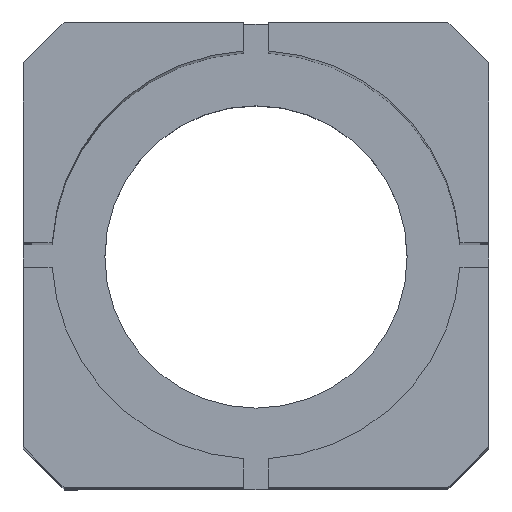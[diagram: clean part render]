
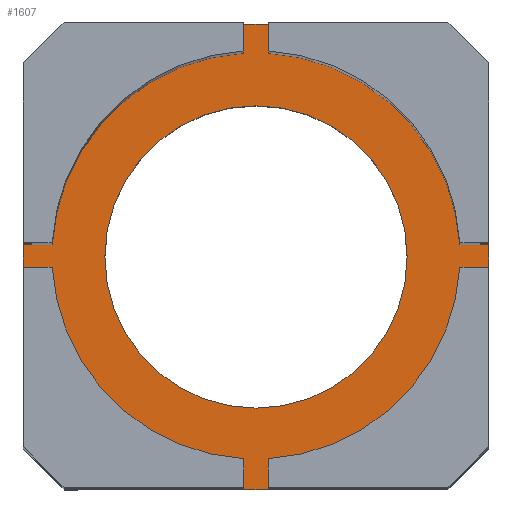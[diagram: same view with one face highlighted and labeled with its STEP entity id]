
A CAD part, top view. The second image highlights one B-rep face of the part: STEP entity #1607.
In plain terms, the highlighted planar face has unit normal (0, 0, 1).
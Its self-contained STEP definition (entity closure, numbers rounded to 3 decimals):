
#39=FACE_BOUND('',#217,.T.);
#65=CIRCLE('',#1724,25.);
#66=CIRCLE('',#1725,25.);
#67=CIRCLE('',#1726,25.);
#68=CIRCLE('',#1727,25.);
#69=CIRCLE('',#1728,18.5);
#132=FACE_OUTER_BOUND('',#216,.T.);
#216=EDGE_LOOP('',(#1332,#1333,#1334,#1335,#1336,#1337,#1338,#1339,#1340,
#1341,#1342,#1343,#1344,#1345,#1346,#1347));
#217=EDGE_LOOP('',(#1348));
#255=LINE('',#2204,#452);
#264=LINE('',#2224,#461);
#269=LINE('',#2234,#466);
#280=LINE('',#2257,#477);
#292=LINE('',#2281,#489);
#303=LINE('',#2303,#500);
#354=LINE('',#2584,#551);
#418=LINE('',#2712,#615);
#419=LINE('',#2714,#616);
#420=LINE('',#2717,#617);
#421=LINE('',#2719,#618);
#422=LINE('',#2722,#619);
#452=VECTOR('',#1774,10.);
#461=VECTOR('',#1789,10.);
#466=VECTOR('',#1798,10.);
#477=VECTOR('',#1811,10.);
#489=VECTOR('',#1825,10.);
#500=VECTOR('',#1838,10.);
#551=VECTOR('',#1973,10.);
#615=VECTOR('',#2093,10.);
#616=VECTOR('',#2094,10.);
#617=VECTOR('',#2097,10.);
#618=VECTOR('',#2098,10.);
#619=VECTOR('',#2101,10.);
#649=VERTEX_POINT('',#2201);
#650=VERTEX_POINT('',#2203);
#657=VERTEX_POINT('',#2221);
#658=VERTEX_POINT('',#2223);
#661=VERTEX_POINT('',#2233);
#671=VERTEX_POINT('',#2255);
#672=VERTEX_POINT('',#2256);
#683=VERTEX_POINT('',#2280);
#693=VERTEX_POINT('',#2302);
#744=VERTEX_POINT('',#2581);
#745=VERTEX_POINT('',#2583);
#781=VERTEX_POINT('',#2710);
#782=VERTEX_POINT('',#2713);
#783=VERTEX_POINT('',#2716);
#784=VERTEX_POINT('',#2718);
#785=VERTEX_POINT('',#2721);
#786=VERTEX_POINT('',#2724);
#804=EDGE_CURVE('',#650,#649,#255,.T.);
#814=EDGE_CURVE('',#658,#657,#264,.T.);
#819=EDGE_CURVE('',#650,#661,#269,.T.);
#830=EDGE_CURVE('',#671,#672,#280,.T.);
#842=EDGE_CURVE('',#683,#658,#292,.T.);
#853=EDGE_CURVE('',#693,#657,#303,.T.);
#927=EDGE_CURVE('',#745,#744,#354,.T.);
#991=EDGE_CURVE('',#781,#693,#65,.T.);
#992=EDGE_CURVE('',#745,#781,#418,.T.);
#993=EDGE_CURVE('',#782,#744,#419,.T.);
#994=EDGE_CURVE('',#672,#782,#66,.T.);
#995=EDGE_CURVE('',#671,#783,#420,.T.);
#996=EDGE_CURVE('',#783,#784,#421,.T.);
#997=EDGE_CURVE('',#661,#784,#67,.T.);
#998=EDGE_CURVE('',#785,#649,#422,.T.);
#999=EDGE_CURVE('',#683,#785,#68,.T.);
#1000=EDGE_CURVE('',#786,#786,#69,.T.);
#1332=ORIENTED_EDGE('',*,*,#853,.F.);
#1333=ORIENTED_EDGE('',*,*,#991,.F.);
#1334=ORIENTED_EDGE('',*,*,#992,.F.);
#1335=ORIENTED_EDGE('',*,*,#927,.T.);
#1336=ORIENTED_EDGE('',*,*,#993,.F.);
#1337=ORIENTED_EDGE('',*,*,#994,.F.);
#1338=ORIENTED_EDGE('',*,*,#830,.F.);
#1339=ORIENTED_EDGE('',*,*,#995,.T.);
#1340=ORIENTED_EDGE('',*,*,#996,.T.);
#1341=ORIENTED_EDGE('',*,*,#997,.F.);
#1342=ORIENTED_EDGE('',*,*,#819,.F.);
#1343=ORIENTED_EDGE('',*,*,#804,.T.);
#1344=ORIENTED_EDGE('',*,*,#998,.F.);
#1345=ORIENTED_EDGE('',*,*,#999,.F.);
#1346=ORIENTED_EDGE('',*,*,#842,.T.);
#1347=ORIENTED_EDGE('',*,*,#814,.T.);
#1348=ORIENTED_EDGE('',*,*,#1000,.T.);
#1531=PLANE('',#1723);
#1607=ADVANCED_FACE('',(#132,#39),#1531,.F.);
#1723=AXIS2_PLACEMENT_3D('',#2709,#2089,#2090);
#1724=AXIS2_PLACEMENT_3D('',#2711,#2091,#2092);
#1725=AXIS2_PLACEMENT_3D('',#2715,#2095,#2096);
#1726=AXIS2_PLACEMENT_3D('',#2720,#2099,#2100);
#1727=AXIS2_PLACEMENT_3D('',#2723,#2102,#2103);
#1728=AXIS2_PLACEMENT_3D('',#2725,#2104,#2105);
#1774=DIRECTION('',(0.,1.,0.));
#1789=DIRECTION('',(-1.,0.,0.));
#1798=DIRECTION('',(-1.,0.,0.));
#1811=DIRECTION('',(0.,1.,0.));
#1825=DIRECTION('',(0.,1.,0.));
#1838=DIRECTION('',(0.,1.,0.));
#1973=DIRECTION('',(0.,-1.,0.));
#2089=DIRECTION('center_axis',(0.,0.,-1.));
#2090=DIRECTION('ref_axis',(1.,0.,0.));
#2091=DIRECTION('center_axis',(0.,0.,-1.));
#2092=DIRECTION('ref_axis',(1.,0.,0.));
#2093=DIRECTION('',(1.,0.,0.));
#2094=DIRECTION('',(-1.,0.,0.));
#2095=DIRECTION('center_axis',(0.,0.,-1.));
#2096=DIRECTION('ref_axis',(1.,0.,0.));
#2097=DIRECTION('',(1.,0.,0.));
#2098=DIRECTION('',(0.,1.,0.));
#2099=DIRECTION('center_axis',(0.,0.,-1.));
#2100=DIRECTION('ref_axis',(1.,0.,0.));
#2101=DIRECTION('',(1.,0.,0.));
#2102=DIRECTION('center_axis',(0.,0.,-1.));
#2103=DIRECTION('ref_axis',(1.,0.,0.));
#2104=DIRECTION('center_axis',(0.,0.,-1.));
#2105=DIRECTION('ref_axis',(1.,0.,0.));
#2201=CARTESIAN_POINT('',(28.5,1.5,30.));
#2203=CARTESIAN_POINT('',(28.5,-1.5,30.));
#2204=CARTESIAN_POINT('',(28.5,-28.5,30.));
#2221=CARTESIAN_POINT('',(-1.5,28.5,30.));
#2223=CARTESIAN_POINT('',(1.5,28.5,30.));
#2224=CARTESIAN_POINT('',(28.5,28.5,30.));
#2233=CARTESIAN_POINT('',(24.955,-1.5,30.));
#2234=CARTESIAN_POINT('',(-12.477,-1.5,30.));
#2255=CARTESIAN_POINT('',(-1.5,-28.5,30.));
#2256=CARTESIAN_POINT('',(-1.5,-24.955,30.));
#2257=CARTESIAN_POINT('',(-1.5,-13.73,30.));
#2280=CARTESIAN_POINT('',(1.5,24.955,30.));
#2281=CARTESIAN_POINT('',(1.5,13.73,30.));
#2302=CARTESIAN_POINT('',(-1.5,24.955,30.));
#2303=CARTESIAN_POINT('',(-1.5,-13.73,30.));
#2581=CARTESIAN_POINT('',(-28.5,-1.5,30.));
#2583=CARTESIAN_POINT('',(-28.5,1.5,30.));
#2584=CARTESIAN_POINT('',(-28.5,28.5,30.));
#2709=CARTESIAN_POINT('Origin',(0.,0.,30.));
#2710=CARTESIAN_POINT('',(-24.955,1.5,30.));
#2711=CARTESIAN_POINT('Origin',(0.,0.,30.));
#2712=CARTESIAN_POINT('',(12.477,1.5,30.));
#2713=CARTESIAN_POINT('',(-24.955,-1.5,30.));
#2714=CARTESIAN_POINT('',(-12.477,-1.5,30.));
#2715=CARTESIAN_POINT('Origin',(0.,0.,30.));
#2716=CARTESIAN_POINT('',(1.5,-28.5,30.));
#2717=CARTESIAN_POINT('',(-28.5,-28.5,30.));
#2718=CARTESIAN_POINT('',(1.5,-24.955,30.));
#2719=CARTESIAN_POINT('',(1.5,13.73,30.));
#2720=CARTESIAN_POINT('Origin',(0.,0.,30.));
#2721=CARTESIAN_POINT('',(24.955,1.5,30.));
#2722=CARTESIAN_POINT('',(12.477,1.5,30.));
#2723=CARTESIAN_POINT('Origin',(0.,0.,30.));
#2724=CARTESIAN_POINT('',(-18.5,0.,30.));
#2725=CARTESIAN_POINT('Origin',(0.,0.,30.));
